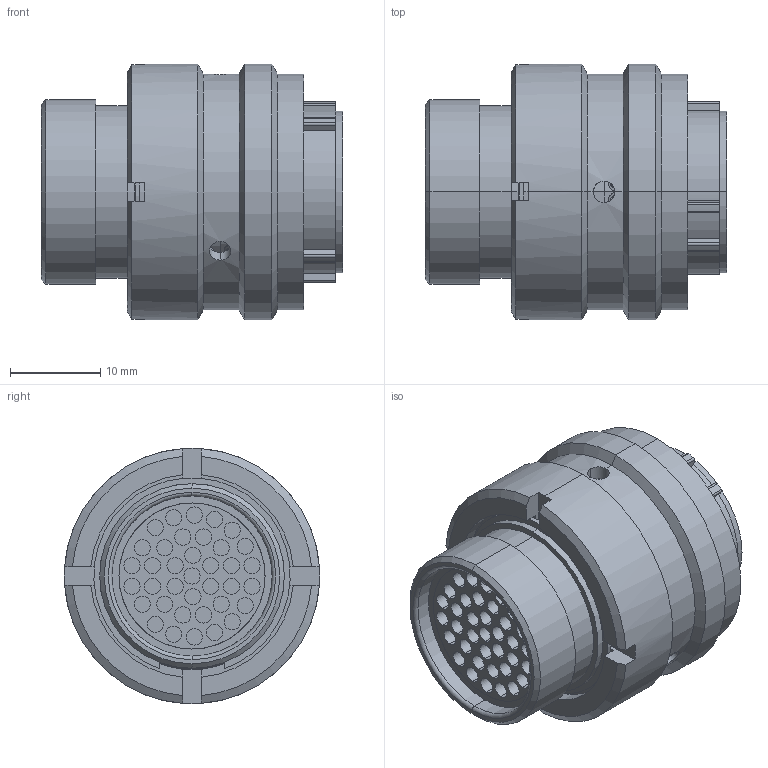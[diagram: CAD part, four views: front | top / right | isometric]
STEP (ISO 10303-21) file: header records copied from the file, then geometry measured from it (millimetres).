
FILE_DESCRIPTION (( 'STEP AP214' ), '1' );
FILE_NAME ('AS614-35PN.STEP', '2013-06-03T09:46:59', ( 'TE Connectivity' ), ( 'TE Connectivity' ), 'SwSTEP 2.0', 'SolidWorks 2011', '' );
FILE_SCHEMA (( 'AUTOMOTIVE_DESIGN' ));
Length unit declared in the file: inch
Products named in the file (1): AS614-35PN
Bounding box: 33.37 x 28.3 x 28.3 mm (x, y, z)
Volume: 10330.1 mm3; surface area: 12742.1 mm2
Topology: 45 solids, 45 shells, 1517 faces, 3611 edges, 2307 vertices
Faces by surface type: cylinder 499, plane 473, torus 376, cone 160, bspline 9
Entity records: 70792 total; most frequent: CARTESIAN_POINT 15179, DIRECTION 7658, ORIENTED_EDGE 7222, EDGE_CURVE 3611, AXIS2_PLACEMENT_3D 3405, VERTEX_POINT 2307, CIRCLE 1896, EDGE_LOOP 1802
